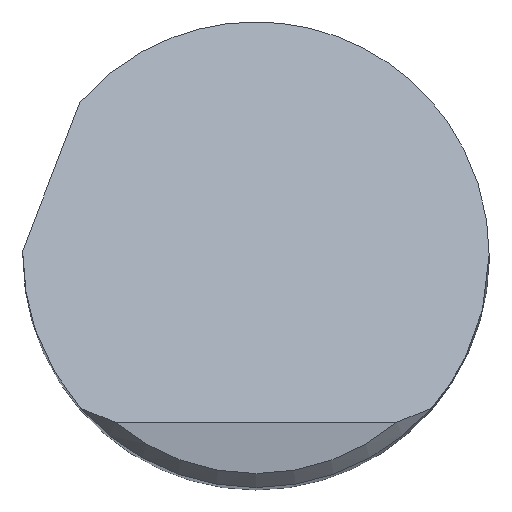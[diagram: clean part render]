
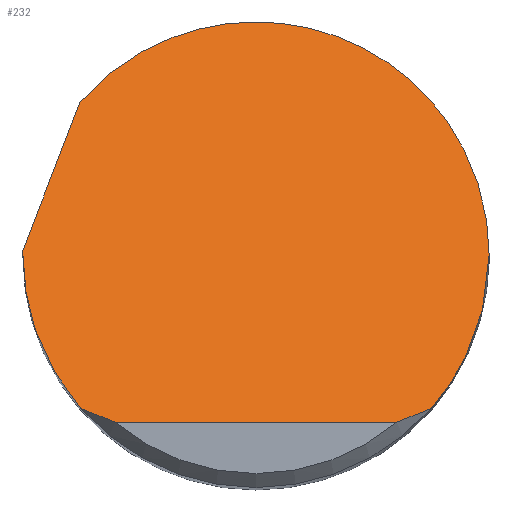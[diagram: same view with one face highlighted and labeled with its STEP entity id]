
A CAD part, top view. The second image highlights one B-rep face of the part: STEP entity #232.
In plain terms, the highlighted planar face has unit normal (0, 0.707, 0.707).
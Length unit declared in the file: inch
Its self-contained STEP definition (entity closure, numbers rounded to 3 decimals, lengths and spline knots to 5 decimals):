
#5 = CARTESIAN_POINT ( 'NONE',  ( -0.24995, 0.005, 2.815 ) ) ;
#23 = VERTEX_POINT ( 'NONE', #360 ) ;
#34 = CARTESIAN_POINT ( 'NONE',  ( -0.18782, -0.165, 2.985 ) ) ;
#43 = CARTESIAN_POINT ( 'NONE',  ( -0.17589, -0.1704, 2.9904 ) ) ;
#55 = CARTESIAN_POINT ( 'NONE',  ( -0.24995, 0.005, 2.815 ) ) ;
#57 = VERTEX_POINT ( 'NONE', #460 ) ;
#71 = EDGE_LOOP ( 'NONE', ( #635, #174, #643, #921, #77, #258, #331, #617 ) ) ;
#77 = ORIENTED_EDGE ( 'NONE', *, *, #482, .F. ) ;
#86 = CARTESIAN_POINT ( 'NONE',  ( -0.25, 0., 2.82 ) ) ;
#87 = DIRECTION ( 'NONE',  ( 0.263, 0.682, -0.682 ) ) ;
#112 = B_SPLINE_CURVE_WITH_KNOTS ( 'NONE', 3,
 ( #220, #434, #353, #364 ),
 .UNSPECIFIED., .F., .F.,
 ( 4, 4 ),
 ( 0., 0.00108 ),
 .UNSPECIFIED. ) ;
#120 = CARTESIAN_POINT ( 'NONE',  ( -0.16367, -0.17542, 2.99542 ) ) ;
#126 = DIRECTION ( 'NONE',  ( 0., -0.707, -0.707 ) ) ;
#128 = CARTESIAN_POINT ( 'NONE',  ( 0.25, -0.06141, 2.88141 ) ) ;
#130 =( BOUNDED_CURVE ( )  B_SPLINE_CURVE ( 3, ( #86, #433, #315, #5 ),
 .UNSPECIFIED., .F., .T. ) 
 B_SPLINE_CURVE_WITH_KNOTS ( ( 4, 4 ),
 ( 4.71239, 4.73239 ),
 .UNSPECIFIED. ) 
 CURVE ( )  GEOMETRIC_REPRESENTATION_ITEM ( )  RATIONAL_B_SPLINE_CURVE ( ( 1., 1., 1., 1. ) ) 
 REPRESENTATION_ITEM ( '' )  );
#132 = CARTESIAN_POINT ( 'NONE',  ( 0.25, 0., 2.82 ) ) ;
#158 = CARTESIAN_POINT ( 'NONE',  ( -0.25, -0.06141, 2.88141 ) ) ;
#174 = ORIENTED_EDGE ( 'NONE', *, *, #407, .T. ) ;
#220 = CARTESIAN_POINT ( 'NONE',  ( 0.15108, -0.18, 3. ) ) ;
#232 = ADVANCED_FACE ( 'NONE', ( #273 ), #692, .F. ) ;
#233 = CARTESIAN_POINT ( 'NONE',  ( -0.18855, 0.16416, 2.65584 ) ) ;
#239 =( BOUNDED_CURVE ( )  B_SPLINE_CURVE ( 3, ( #233, #385, #422, #707 ),
 .UNSPECIFIED., .F., .F. ) 
 B_SPLINE_CURVE_WITH_KNOTS ( ( 4, 4 ),
 ( 5.42872, 7.85398 ),
 .UNSPECIFIED. ) 
 CURVE ( )  GEOMETRIC_REPRESENTATION_ITEM ( )  RATIONAL_B_SPLINE_CURVE ( ( 1., 0.567, 0.567, 1. ) ) 
 REPRESENTATION_ITEM ( '' )  );
#243 = CARTESIAN_POINT ( 'NONE',  ( 0.25, 0., 2.82 ) ) ;
#258 = ORIENTED_EDGE ( 'NONE', *, *, #898, .F. ) ;
#265 = CARTESIAN_POINT ( 'NONE',  ( -0.25, 0., 2.82 ) ) ;
#273 = FACE_OUTER_BOUND ( 'NONE', #71, .T. ) ;
#291 = CARTESIAN_POINT ( 'NONE',  ( -0.15108, -0.18, 3. ) ) ;
#315 = CARTESIAN_POINT ( 'NONE',  ( -0.24998, 0.00333, 2.81667 ) ) ;
#331 = ORIENTED_EDGE ( 'NONE', *, *, #541, .F. ) ;
#344 = AXIS2_PLACEMENT_3D ( 'NONE', #766, #126, #542 ) ;
#353 = CARTESIAN_POINT ( 'NONE',  ( 0.17589, -0.1704, 2.9904 ) ) ;
#360 = CARTESIAN_POINT ( 'NONE',  ( -0.18782, -0.165, 2.985 ) ) ;
#362 = CARTESIAN_POINT ( 'NONE',  ( 0.22834, -0.11887, 2.93887 ) ) ;
#364 = CARTESIAN_POINT ( 'NONE',  ( 0.18782, -0.165, 2.985 ) ) ;
#385 = CARTESIAN_POINT ( 'NONE',  ( -0.0078, 0.37177, 2.44823 ) ) ;
#407 = EDGE_CURVE ( 'NONE', #57, #746, #112, .T. ) ;
#411 = VERTEX_POINT ( 'NONE', #291 ) ;
#422 = CARTESIAN_POINT ( 'NONE',  ( 0.25, 0.27527, 2.54473 ) ) ;
#433 = CARTESIAN_POINT ( 'NONE',  ( -0.25, 0.00167, 2.81833 ) ) ;
#434 = CARTESIAN_POINT ( 'NONE',  ( 0.16367, -0.17542, 2.99542 ) ) ;
#460 = CARTESIAN_POINT ( 'NONE',  ( 0.15108, -0.18, 3. ) ) ;
#465 = VERTEX_POINT ( 'NONE', #243 ) ;
#479 = CARTESIAN_POINT ( 'NONE',  ( -0.31638, -0.1672, 2.9872 ) ) ;
#482 = EDGE_CURVE ( 'NONE', #711, #816, #666, .T. ) ;
#488 =( BOUNDED_CURVE ( )  B_SPLINE_CURVE ( 3, ( #34, #615, #158, #265 ),
 .UNSPECIFIED., .F., .F. ) 
 B_SPLINE_CURVE_WITH_KNOTS ( ( 4, 4 ),
 ( 3.99157, 4.71239 ),
 .UNSPECIFIED. ) 
 CURVE ( )  GEOMETRIC_REPRESENTATION_ITEM ( )  RATIONAL_B_SPLINE_CURVE ( ( 1., 0.957, 0.957, 1. ) ) 
 REPRESENTATION_ITEM ( '' )  );
#537 = CARTESIAN_POINT ( 'NONE',  ( -0.18855, 0.16416, 2.65584 ) ) ;
#541 = EDGE_CURVE ( 'NONE', #23, #698, #488, .T. ) ;
#542 = DIRECTION ( 'NONE',  ( 0., 0.707, -0.707 ) ) ;
#564 = CARTESIAN_POINT ( 'NONE',  ( -0.25, 0., 2.82 ) ) ;
#575 = VECTOR ( 'NONE', #87, 39.37008 ) ;
#586 = LINE ( 'NONE', #703, #814 ) ;
#592 = EDGE_CURVE ( 'NONE', #816, #465, #239, .T. ) ;
#604 = EDGE_CURVE ( 'NONE', #411, #57, #586, .T. ) ;
#615 = CARTESIAN_POINT ( 'NONE',  ( -0.22834, -0.11887, 2.93887 ) ) ;
#617 = ORIENTED_EDGE ( 'NONE', *, *, #847, .T. ) ;
#621 = EDGE_CURVE ( 'NONE', #465, #746, #770, .T. ) ;
#635 = ORIENTED_EDGE ( 'NONE', *, *, #604, .T. ) ;
#643 = ORIENTED_EDGE ( 'NONE', *, *, #621, .F. ) ;
#666 = LINE ( 'NONE', #479, #575 ) ;
#680 = CARTESIAN_POINT ( 'NONE',  ( -0.18782, -0.165, 2.985 ) ) ;
#692 = PLANE ( 'NONE',  #344 ) ;
#698 = VERTEX_POINT ( 'NONE', #564 ) ;
#703 = CARTESIAN_POINT ( 'NONE',  ( 0., -0.18, 3. ) ) ;
#707 = CARTESIAN_POINT ( 'NONE',  ( 0.25, 0., 2.82 ) ) ;
#711 = VERTEX_POINT ( 'NONE', #55 ) ;
#736 = CARTESIAN_POINT ( 'NONE',  ( 0.18782, -0.165, 2.985 ) ) ;
#746 = VERTEX_POINT ( 'NONE', #736 ) ;
#761 = CARTESIAN_POINT ( 'NONE',  ( -0.15108, -0.18, 3. ) ) ;
#766 = CARTESIAN_POINT ( 'NONE',  ( -0.25, -0.18, 3. ) ) ;
#770 =( BOUNDED_CURVE ( )  B_SPLINE_CURVE ( 3, ( #132, #128, #362, #774 ),
 .UNSPECIFIED., .F., .T. ) 
 B_SPLINE_CURVE_WITH_KNOTS ( ( 4, 4 ),
 ( 1.5708, 2.29162 ),
 .UNSPECIFIED. ) 
 CURVE ( )  GEOMETRIC_REPRESENTATION_ITEM ( )  RATIONAL_B_SPLINE_CURVE ( ( 1., 0.957, 0.957, 1. ) ) 
 REPRESENTATION_ITEM ( '' )  );
#774 = CARTESIAN_POINT ( 'NONE',  ( 0.18782, -0.165, 2.985 ) ) ;
#814 = VECTOR ( 'NONE', #917, 39.37008 ) ;
#816 = VERTEX_POINT ( 'NONE', #537 ) ;
#847 = EDGE_CURVE ( 'NONE', #23, #411, #857, .T. ) ;
#857 = B_SPLINE_CURVE_WITH_KNOTS ( 'NONE', 3,
 ( #680, #43, #120, #761 ),
 .UNSPECIFIED., .F., .F.,
 ( 4, 4 ),
 ( 0., 0.00108 ),
 .UNSPECIFIED. ) ;
#898 = EDGE_CURVE ( 'NONE', #698, #711, #130, .T. ) ;
#917 = DIRECTION ( 'NONE',  ( 1., 0., 0. ) ) ;
#921 = ORIENTED_EDGE ( 'NONE', *, *, #592, .F. ) ;
